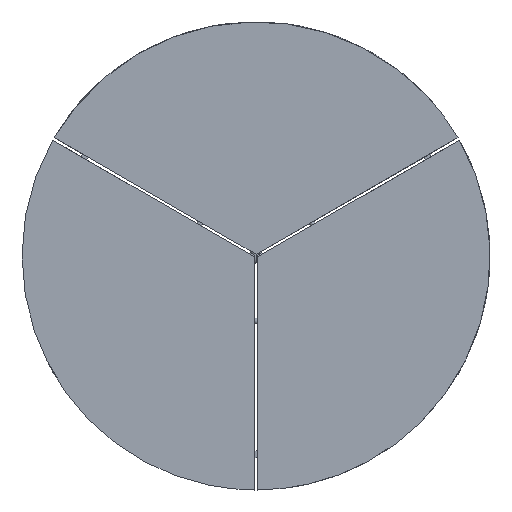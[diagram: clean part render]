
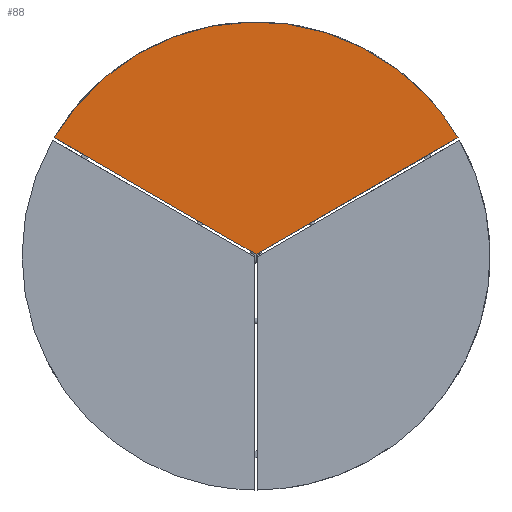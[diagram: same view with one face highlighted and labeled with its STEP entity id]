
A CAD part, top view. The second image highlights one B-rep face of the part: STEP entity #88.
In plain terms, the highlighted planar face has unit normal (0, 0, 1).
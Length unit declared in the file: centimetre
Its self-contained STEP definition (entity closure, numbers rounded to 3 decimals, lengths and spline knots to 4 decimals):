
#88=ADVANCED_FACE('',(#157),#1212,.T.);
#157=FACE_OUTER_BOUND('',#238,.T.);
#238=EDGE_LOOP('',(#520,#521,#522));
#520=ORIENTED_EDGE('',*,*,#782,.F.);
#521=ORIENTED_EDGE('',*,*,#790,.F.);
#522=ORIENTED_EDGE('',*,*,#795,.T.);
#782=EDGE_CURVE('',#1139,#1140,#1015,.T.);
#790=EDGE_CURVE('',#1148,#1139,#897,.T.);
#795=EDGE_CURVE('',#1148,#1140,#1026,.T.);
#897=(
BOUNDED_CURVE()
B_SPLINE_CURVE(2,(#2819,#2820,#2821,#2822,#2823),.UNSPECIFIED.,.F.,.F.)
B_SPLINE_CURVE_WITH_KNOTS((3,2,3),(216.718,628.3185,1039.9191),
 .UNSPECIFIED.)
CURVE()
GEOMETRIC_REPRESENTATION_ITEM()
RATIONAL_B_SPLINE_CURVE((1.,0.868,1.,0.868,1.))
REPRESENTATION_ITEM('')
);
#1015=B_SPLINE_CURVE_WITH_KNOTS('',1,(#2803,#2804),.UNSPECIFIED.,.F.,.F.,
(2,2),(-2041.5267,-1642.9779),.UNSPECIFIED.);
#1026=B_SPLINE_CURVE_WITH_KNOTS('',1,(#2835,#2836),.UNSPECIFIED.,.F.,.F.,
(2,2),(1244.4291,1642.9779),.UNSPECIFIED.);
#1139=VERTEX_POINT('',#1879);
#1140=VERTEX_POINT('',#1880);
#1148=VERTEX_POINT('',#1888);
#1212=PLANE('',#1310);
#1310=AXIS2_PLACEMENT_3D('',#1751,#1382,$);
#1382=DIRECTION('',(0.,0.,1.));
#1751=CARTESIAN_POINT('',(90.,-50.,2.));
#1879=CARTESIAN_POINT('',(74.5153,20.2161,2.));
#1880=CARTESIAN_POINT('',(40.,0.2887,2.));
#1888=CARTESIAN_POINT('',(5.4847,20.2161,2.));
#2803=CARTESIAN_POINT('',(74.5153,20.2161,2.));
#2804=CARTESIAN_POINT('',(40.,0.2887,2.));
#2819=CARTESIAN_POINT('',(5.4847,20.2161,2.));
#2820=CARTESIAN_POINT('',(17.0724,40.,2.));
#2821=CARTESIAN_POINT('',(40.,40.,2.));
#2822=CARTESIAN_POINT('',(62.9276,40.,2.));
#2823=CARTESIAN_POINT('',(74.5153,20.2161,2.));
#2835=CARTESIAN_POINT('',(5.4847,20.2161,2.));
#2836=CARTESIAN_POINT('',(40.,0.2887,2.));
